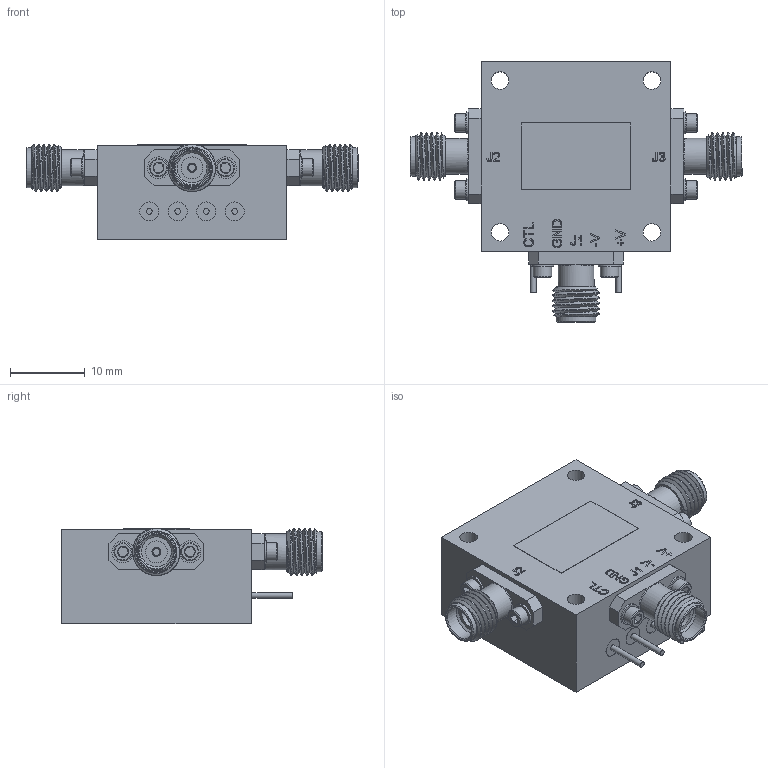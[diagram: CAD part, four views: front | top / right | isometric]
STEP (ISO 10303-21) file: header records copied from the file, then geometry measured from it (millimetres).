
FILE_DESCRIPTION (( 'STEP AP203' ), '1' );
FILE_NAME ('FMSW6215_3D.step', '2022-02-25T16:51:13', ( '' ), ( '' ), 'SwSTEP 2.0', 'SolidWorks 2021', '' );
FILE_SCHEMA (( 'CONFIG_CONTROL_DESIGN' ));
Length unit declared in the file: inch
Products named in the file (1): FMSW6215_3D
Bounding box: 44.45 x 34.92 x 12.83 mm (x, y, z)
Volume: 8706.1 mm3; surface area: 4249.8 mm2
Topology: 1 solids, 10 shells, 536 faces, 1279 edges, 813 vertices
Faces by surface type: plane 278, bspline 99, cylinder 81, cone 72, torus 6
Full cylindrical faces by diameter (mm): 0.762 x4, 0.94 x3, 1.194 x5, 1.27 x1, 1.524 x18, 1.854 x6, 2.337 x4, 2.438 x6, 2.54 x7, 2.92 x3, 2.946 x6, 4.521 x3, 4.826 x3, 5.334 x3
Entity records: 27036 total; most frequent: CARTESIAN_POINT 16234, ORIENTED_EDGE 2208, DIRECTION 1926, EDGE_CURVE 1104, VERTEX_POINT 749, EDGE_LOOP 693, AXIS2_PLACEMENT_3D 675, FACE_OUTER_BOUND 581
